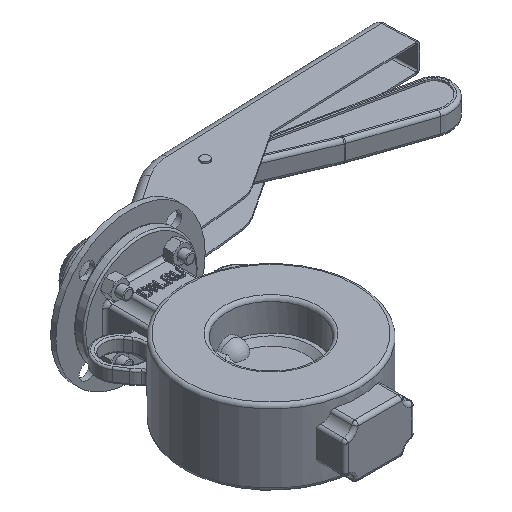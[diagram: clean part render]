
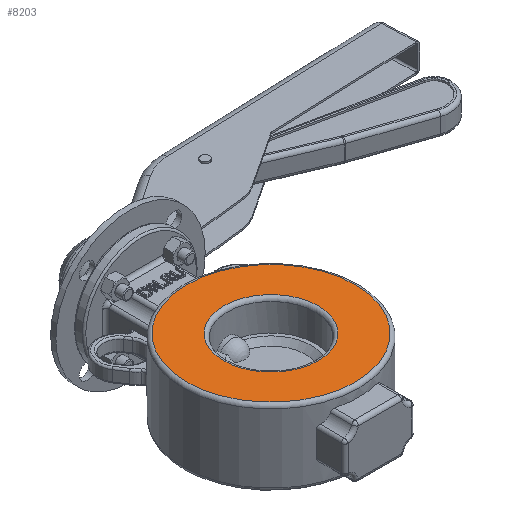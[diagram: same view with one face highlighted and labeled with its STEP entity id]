
A CAD part, isometric view. The second image highlights one B-rep face of the part: STEP entity #8203.
In plain terms, the highlighted planar face has unit normal (0, 0, 1).
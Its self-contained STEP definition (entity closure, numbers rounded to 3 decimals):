
#583=CIRCLE('',#8970,27.);
#586=CIRCLE('',#8974,48.);
#885=FACE_BOUND('',#1653,.T.);
#1169=FACE_OUTER_BOUND('',#1652,.T.);
#1652=EDGE_LOOP('',(#5975));
#1653=EDGE_LOOP('',(#5976));
#3438=VERTEX_POINT('',#13686);
#3440=VERTEX_POINT('',#13692);
#4365=EDGE_CURVE('',#3438,#3438,#583,.T.);
#4368=EDGE_CURVE('',#3440,#3440,#586,.T.);
#5975=ORIENTED_EDGE('',*,*,#4368,.F.);
#5976=ORIENTED_EDGE('',*,*,#4365,.F.);
#7502=PLANE('',#8973);
#8203=ADVANCED_FACE('',(#1169,#885),#7502,.T.);
#8970=AXIS2_PLACEMENT_3D('',#13687,#10505,#10506);
#8973=AXIS2_PLACEMENT_3D('',#13691,#10511,#10512);
#8974=AXIS2_PLACEMENT_3D('',#13693,#10513,#10514);
#10505=DIRECTION('center_axis',(0.,0.,1.));
#10506=DIRECTION('ref_axis',(-1.,0.,0.));
#10511=DIRECTION('center_axis',(0.,0.,1.));
#10512=DIRECTION('ref_axis',(1.,0.,0.));
#10513=DIRECTION('center_axis',(0.,0.,-1.));
#10514=DIRECTION('ref_axis',(-1.,0.,0.));
#13686=CARTESIAN_POINT('',(27.,0.,21.5));
#13687=CARTESIAN_POINT('Origin',(0.,0.,21.5));
#13691=CARTESIAN_POINT('Origin',(0.,0.,21.5));
#13692=CARTESIAN_POINT('',(-48.,0.,21.5));
#13693=CARTESIAN_POINT('Origin',(0.,0.,21.5));
